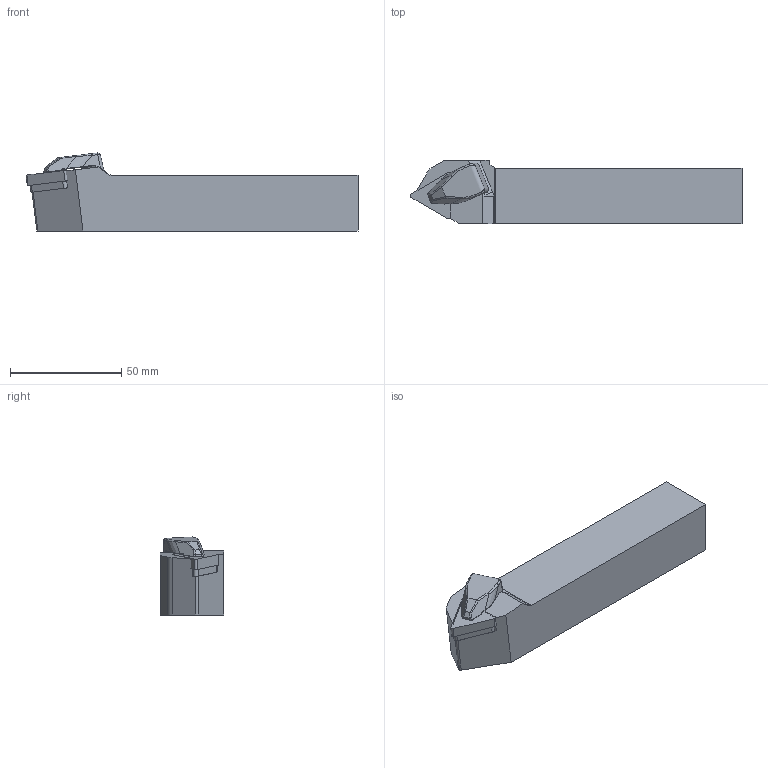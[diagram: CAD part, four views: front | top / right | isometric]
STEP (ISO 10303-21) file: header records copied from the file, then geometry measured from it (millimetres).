
FILE_DESCRIPTION(/* description */ (''),/* implementation_level */ '2;1');
FILE_NAME(/* name */ 'TTENN-2525-M22.stp',/* time_stamp */ '2023-10-16T09:30:22+03:00',/* author */ (''),/* organization */ (''),/* preprocessor_version */ 'ST-DEVELOPER v19.4',/* originating_system */ 'SIEMENS PLM Software NX2306.3001',/* authorisation */ '');
FILE_SCHEMA (('AUTOMOTIVE_DESIGN { 1 0 10303 214 3 1 1 1 }'));
Length unit declared in the file: millimetre
Products named in the file (1): TTENN-2525-M22
Bounding box: 149.21 x 28.5 x 35.06 mm (x, y, z)
Volume: 92371 mm3; surface area: 17241.7 mm2
Topology: 2 solids, 2 shells, 107 faces, 270 edges, 165 vertices
Faces by surface type: plane 44, cylinder 43, bspline 15, torus 2, sphere 2, cone 1
Full cylindrical faces by diameter (mm): 4.4 x1, 6.2 x1
Entity records: 3578 total; most frequent: CARTESIAN_POINT 953, DIRECTION 543, ORIENTED_EDGE 526, EDGE_CURVE 263, AXIS2_PLACEMENT_3D 195, VERTEX_POINT 165, LINE 153, VECTOR 153
